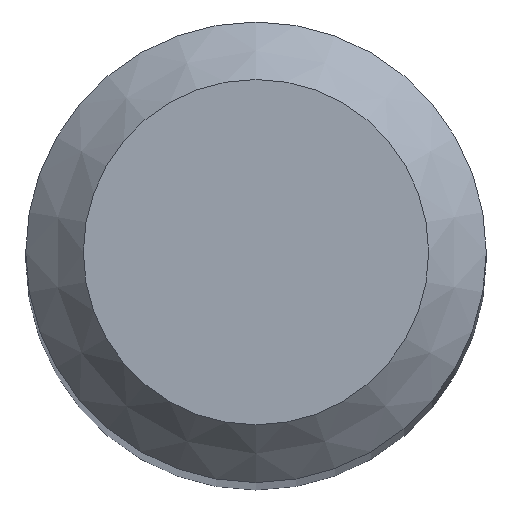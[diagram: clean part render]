
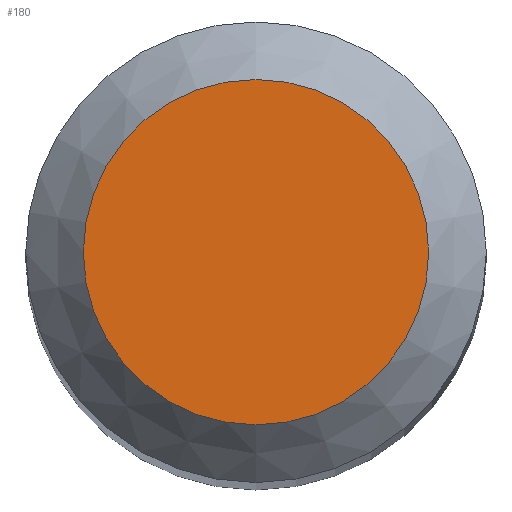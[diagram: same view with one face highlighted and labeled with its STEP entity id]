
A CAD part, top view. The second image highlights one B-rep face of the part: STEP entity #180.
In plain terms, the highlighted planar face has unit normal (0, 0, 1).
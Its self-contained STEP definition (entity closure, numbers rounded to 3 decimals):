
#35 = CARTESIAN_POINT ( 'NONE',  ( 0., 0., 62. ) ) ;
#40 = VERTEX_POINT ( 'NONE', #186 ) ;
#52 = DIRECTION ( 'NONE',  ( 0., 0., -1. ) ) ;
#82 = DIRECTION ( 'NONE',  ( 0., 1., 0. ) ) ;
#113 = EDGE_CURVE ( 'NONE', #40, #40, #203, .T. ) ;
#151 = DIRECTION ( 'NONE',  ( 0., 1., 0. ) ) ;
#160 = AXIS2_PLACEMENT_3D ( 'NONE', #35, #261, #82 ) ;
#162 = PLANE ( 'NONE',  #160 ) ;
#167 = EDGE_LOOP ( 'NONE', ( #229 ) ) ;
#180 = ADVANCED_FACE ( 'NONE', ( #208 ), #162, .F. ) ;
#186 = CARTESIAN_POINT ( 'NONE',  ( 0., 1.5, 62. ) ) ;
#203 = CIRCLE ( 'NONE', #260, 1.5 ) ;
#208 = FACE_OUTER_BOUND ( 'NONE', #167, .T. ) ;
#229 = ORIENTED_EDGE ( 'NONE', *, *, #113, .F. ) ;
#259 = CARTESIAN_POINT ( 'NONE',  ( 0., 0., 62. ) ) ;
#260 = AXIS2_PLACEMENT_3D ( 'NONE', #259, #52, #151 ) ;
#261 = DIRECTION ( 'NONE',  ( 0., 0., -1. ) ) ;
